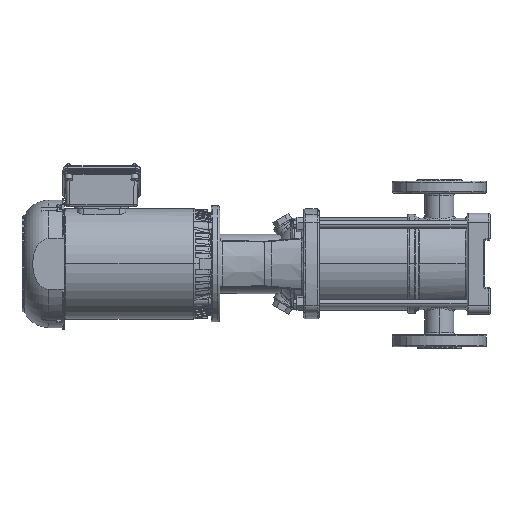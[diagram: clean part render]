
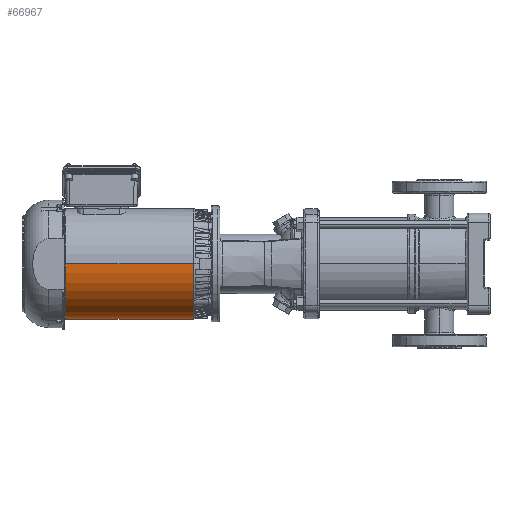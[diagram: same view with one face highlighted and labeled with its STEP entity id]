
A CAD part, left-side view. The second image highlights one B-rep face of the part: STEP entity #66967.
In plain terms, the highlighted cylindrical face has radius 81.875 mm (diameter 163.75 mm), a partial arc.
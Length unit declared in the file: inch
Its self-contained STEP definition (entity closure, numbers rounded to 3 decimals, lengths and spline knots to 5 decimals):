
#2768 = VERTEX_POINT ( 'NONE', #87454 ) ;
#3850 = DIRECTION ( 'NONE',  ( -1., 0., 0. ) ) ;
#5393 = EDGE_CURVE ( 'NONE', #61444, #38305, #50540, .T. ) ;
#6611 = DIRECTION ( 'NONE',  ( 1., 0., 0. ) ) ;
#9526 = DIRECTION ( 'NONE',  ( -1., 0., 0. ) ) ;
#18798 = DIRECTION ( 'NONE',  ( 0., 1., 0. ) ) ;
#19754 = EDGE_CURVE ( 'NONE', #89703, #2768, #22526, .T. ) ;
#20960 = AXIS2_PLACEMENT_3D ( 'NONE', #105091, #79985, #64089 ) ;
#22526 = CIRCLE ( 'NONE', #80170, 3.22343 ) ;
#26794 = FACE_OUTER_BOUND ( 'NONE', #42878, .T. ) ;
#33916 = VECTOR ( 'NONE', #82520, 39.37008 ) ;
#38305 = VERTEX_POINT ( 'NONE', #87721 ) ;
#42878 = EDGE_LOOP ( 'NONE', ( #70042, #63447, #91657, #50411 ) ) ;
#47388 = AXIS2_PLACEMENT_3D ( 'NONE', #79203, #3850, #96095 ) ;
#48086 = LINE ( 'NONE', #81441, #82672 ) ;
#48436 = CARTESIAN_POINT ( 'NONE',  ( 3.23621, -0.55125, 0. ) ) ;
#50411 = ORIENTED_EDGE ( 'NONE', *, *, #5393, .T. ) ;
#50540 = CIRCLE ( 'NONE', #20960, 3.22343 ) ;
#52850 = CARTESIAN_POINT ( 'NONE',  ( 3.23621, -0.55125, -3.22343 ) ) ;
#60065 = CYLINDRICAL_SURFACE ( 'NONE', #47388, 3.22343 ) ;
#61444 = VERTEX_POINT ( 'NONE', #72731 ) ;
#63447 = ORIENTED_EDGE ( 'NONE', *, *, #19754, .T. ) ;
#64089 = DIRECTION ( 'NONE',  ( 0., 0., -1. ) ) ;
#66967 = ADVANCED_FACE ( 'NONE', ( #26794 ), #60065, .T. ) ;
#67697 = CARTESIAN_POINT ( 'NONE',  ( 24.31167, -0.55125, -3.22343 ) ) ;
#70042 = ORIENTED_EDGE ( 'NONE', *, *, #72335, .F. ) ;
#72335 = EDGE_CURVE ( 'NONE', #89703, #38305, #100465, .T. ) ;
#72731 = CARTESIAN_POINT ( 'NONE',  ( -4.24411, -3.77467, 0. ) ) ;
#79203 = CARTESIAN_POINT ( 'NONE',  ( 24.31167, -0.55125, 0. ) ) ;
#79985 = DIRECTION ( 'NONE',  ( 1., 0., 0. ) ) ;
#80170 = AXIS2_PLACEMENT_3D ( 'NONE', #48436, #9526, #18798 ) ;
#81441 = CARTESIAN_POINT ( 'NONE',  ( 24.31167, -3.77467, 0. ) ) ;
#82520 = DIRECTION ( 'NONE',  ( -1., 0., 0. ) ) ;
#82672 = VECTOR ( 'NONE', #6611, 39.37008 ) ;
#87454 = CARTESIAN_POINT ( 'NONE',  ( 3.23621, -3.77467, 0. ) ) ;
#87721 = CARTESIAN_POINT ( 'NONE',  ( -4.24411, -0.55125, -3.22343 ) ) ;
#89703 = VERTEX_POINT ( 'NONE', #52850 ) ;
#91657 = ORIENTED_EDGE ( 'NONE', *, *, #103274, .F. ) ;
#96095 = DIRECTION ( 'NONE',  ( 0., 0., 1. ) ) ;
#100465 = LINE ( 'NONE', #67697, #33916 ) ;
#103274 = EDGE_CURVE ( 'NONE', #61444, #2768, #48086, .T. ) ;
#105091 = CARTESIAN_POINT ( 'NONE',  ( -4.24411, -0.55125, 0. ) ) ;
